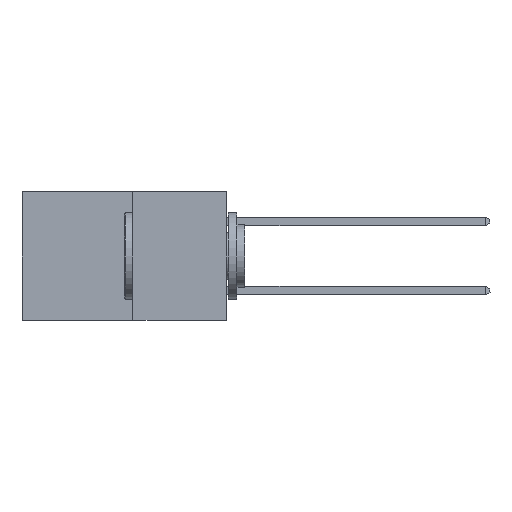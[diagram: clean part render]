
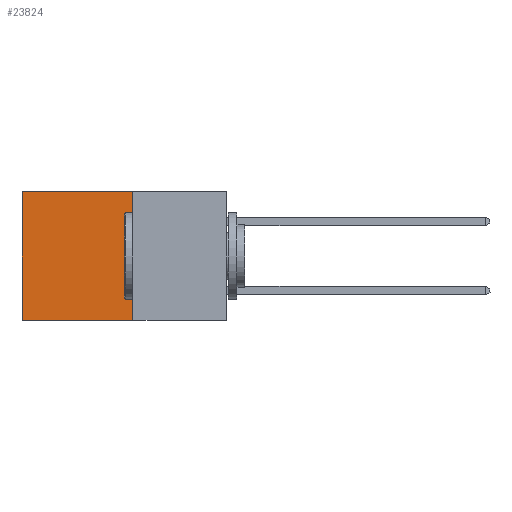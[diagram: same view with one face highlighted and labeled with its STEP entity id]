
A CAD part, left-side view. The second image highlights one B-rep face of the part: STEP entity #23824.
In plain terms, the highlighted planar face has unit normal (-1, 0, 0).
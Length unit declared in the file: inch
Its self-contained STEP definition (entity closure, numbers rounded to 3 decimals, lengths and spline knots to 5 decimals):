
#1396 = DIRECTION ( 'NONE',  ( 1., 0., 0. ) ) ;
#1861 = ORIENTED_EDGE ( 'NONE', *, *, #21465, .T. ) ;
#2230 = CARTESIAN_POINT ( 'NONE',  ( 0.277, 0.27, -0.37 ) ) ;
#2281 = CARTESIAN_POINT ( 'NONE',  ( 0.277, 0.59, -0.37 ) ) ;
#3311 = CARTESIAN_POINT ( 'NONE',  ( 0.277, 0.27, -0.37 ) ) ;
#3494 = VECTOR ( 'NONE', #15206, 39.37008 ) ;
#4733 = CARTESIAN_POINT ( 'NONE',  ( 0.277, 0.27, 0. ) ) ;
#5584 = CARTESIAN_POINT ( 'NONE',  ( 0.277, 0.59, -0.37 ) ) ;
#8771 = EDGE_CURVE ( 'NONE', #21574, #23433, #12899, .T. ) ;
#10790 = VECTOR ( 'NONE', #21697, 39.37008 ) ;
#12253 = PLANE ( 'NONE',  #25163 ) ;
#12899 = LINE ( 'NONE', #3311, #18609 ) ;
#13464 = CARTESIAN_POINT ( 'NONE',  ( 0.277, 0.27, 0. ) ) ;
#13559 = EDGE_CURVE ( 'NONE', #21574, #20988, #16826, .T. ) ;
#14386 = CARTESIAN_POINT ( 'NONE',  ( 0.277, 0.27, -0.37 ) ) ;
#15206 = DIRECTION ( 'NONE',  ( 0., 1., 0. ) ) ;
#16248 = DIRECTION ( 'NONE',  ( 0., 0., -1. ) ) ;
#16562 = DIRECTION ( 'NONE',  ( 0., 0., -1. ) ) ;
#16826 = LINE ( 'NONE', #4733, #18177 ) ;
#17155 = VERTEX_POINT ( 'NONE', #5584 ) ;
#17231 = ORIENTED_EDGE ( 'NONE', *, *, #8771, .F. ) ;
#17318 = EDGE_CURVE ( 'NONE', #23433, #17155, #24974, .T. ) ;
#18177 = VECTOR ( 'NONE', #21931, 39.37008 ) ;
#18609 = VECTOR ( 'NONE', #16248, 39.37008 ) ;
#19720 = FACE_OUTER_BOUND ( 'NONE', #24459, .T. ) ;
#20988 = VERTEX_POINT ( 'NONE', #23112 ) ;
#21267 = ORIENTED_EDGE ( 'NONE', *, *, #17318, .F. ) ;
#21465 = EDGE_CURVE ( 'NONE', #20988, #17155, #27788, .T. ) ;
#21574 = VERTEX_POINT ( 'NONE', #13464 ) ;
#21697 = DIRECTION ( 'NONE',  ( 0., 0., -1. ) ) ;
#21931 = DIRECTION ( 'NONE',  ( 0., 1., 0. ) ) ;
#23112 = CARTESIAN_POINT ( 'NONE',  ( 0.277, 0.59, 0. ) ) ;
#23433 = VERTEX_POINT ( 'NONE', #25988 ) ;
#23824 = ADVANCED_FACE ( 'NONE', ( #19720 ), #12253, .F. ) ;
#24258 = ORIENTED_EDGE ( 'NONE', *, *, #13559, .T. ) ;
#24459 = EDGE_LOOP ( 'NONE', ( #1861, #21267, #17231, #24258 ) ) ;
#24974 = LINE ( 'NONE', #2230, #3494 ) ;
#25163 = AXIS2_PLACEMENT_3D ( 'NONE', #14386, #1396, #16562 ) ;
#25988 = CARTESIAN_POINT ( 'NONE',  ( 0.277, 0.27, -0.37 ) ) ;
#27788 = LINE ( 'NONE', #2281, #10790 ) ;
